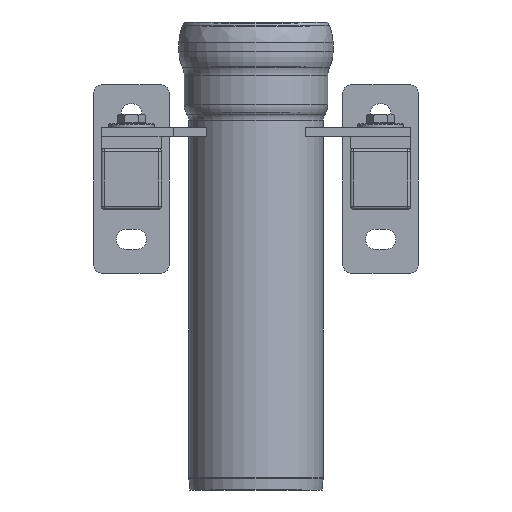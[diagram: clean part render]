
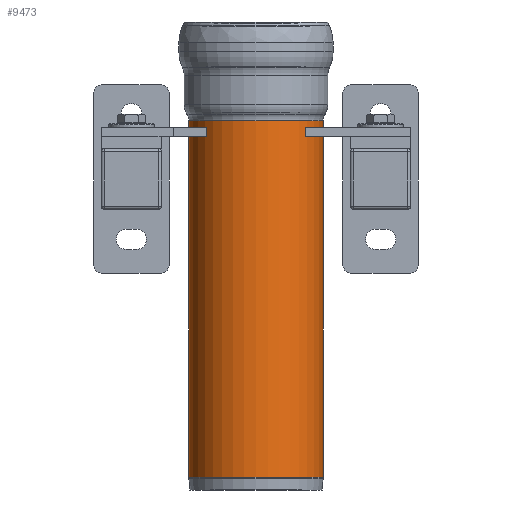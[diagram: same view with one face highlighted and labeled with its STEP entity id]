
A CAD part, front view. The second image highlights one B-rep face of the part: STEP entity #9473.
In plain terms, the highlighted cylindrical face has radius 44.5 mm (diameter 89 mm), a full revolution.
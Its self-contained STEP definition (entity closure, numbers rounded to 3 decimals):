
#1014=FACE_OUTER_BOUND('',#1666,.T.);
#1666=EDGE_LOOP('',(#8353,#8354,#8355,#8356,#8357,#8358));
#2529=LINE('',#15856,#3367);
#3367=VECTOR('',#13010,44.5);
#3822=CIRCLE('',#10405,44.5);
#3823=CIRCLE('',#10406,44.5);
#3828=CIRCLE('',#10413,44.5);
#3829=CIRCLE('',#10414,44.5);
#4656=VERTEX_POINT('',#15838);
#4657=VERTEX_POINT('',#15839);
#4661=VERTEX_POINT('',#15852);
#4662=VERTEX_POINT('',#15853);
#5896=EDGE_CURVE('',#4656,#4657,#3822,.T.);
#5897=EDGE_CURVE('',#4657,#4656,#3823,.T.);
#5903=EDGE_CURVE('',#4661,#4662,#3828,.T.);
#5904=EDGE_CURVE('',#4662,#4661,#3829,.T.);
#5905=EDGE_CURVE('',#4661,#4657,#2529,.T.);
#8353=ORIENTED_EDGE('',*,*,#5903,.T.);
#8354=ORIENTED_EDGE('',*,*,#5904,.T.);
#8355=ORIENTED_EDGE('',*,*,#5905,.T.);
#8356=ORIENTED_EDGE('',*,*,#5896,.F.);
#8357=ORIENTED_EDGE('',*,*,#5897,.F.);
#8358=ORIENTED_EDGE('',*,*,#5905,.F.);
#9026=CYLINDRICAL_SURFACE('',#10412,44.5);
#9473=ADVANCED_FACE('',(#1014),#9026,.T.);
#10405=AXIS2_PLACEMENT_3D('',#15840,#12989,#12990);
#10406=AXIS2_PLACEMENT_3D('',#15841,#12991,#12992);
#10412=AXIS2_PLACEMENT_3D('',#15851,#13004,#13005);
#10413=AXIS2_PLACEMENT_3D('',#15854,#13006,#13007);
#10414=AXIS2_PLACEMENT_3D('',#15855,#13008,#13009);
#12989=DIRECTION('center_axis',(0.,0.,-1.));
#12990=DIRECTION('ref_axis',(-1.,0.,0.));
#12991=DIRECTION('center_axis',(0.,0.,-1.));
#12992=DIRECTION('ref_axis',(-1.,0.,0.));
#13004=DIRECTION('center_axis',(0.,0.,1.));
#13005=DIRECTION('ref_axis',(1.,0.,0.));
#13006=DIRECTION('center_axis',(0.,0.,-1.));
#13007=DIRECTION('ref_axis',(1.,0.,0.));
#13008=DIRECTION('center_axis',(0.,0.,-1.));
#13009=DIRECTION('ref_axis',(1.,0.,0.));
#13010=DIRECTION('',(0.,0.,-1.));
#15838=CARTESIAN_POINT('',(-2916.197,-243.5,192.602));
#15839=CARTESIAN_POINT('',(-2960.697,-288.,192.602));
#15840=CARTESIAN_POINT('Origin',(-2916.197,-288.,192.602));
#15841=CARTESIAN_POINT('Origin',(-2916.197,-288.,192.602));
#15851=CARTESIAN_POINT('Origin',(-2916.197,-288.,193.183));
#15852=CARTESIAN_POINT('',(-2960.697,-288.,428.877));
#15853=CARTESIAN_POINT('',(-2916.197,-332.5,428.877));
#15854=CARTESIAN_POINT('Origin',(-2916.197,-288.,428.877));
#15855=CARTESIAN_POINT('Origin',(-2916.197,-288.,428.877));
#15856=CARTESIAN_POINT('',(-2960.697,-288.,193.183));
